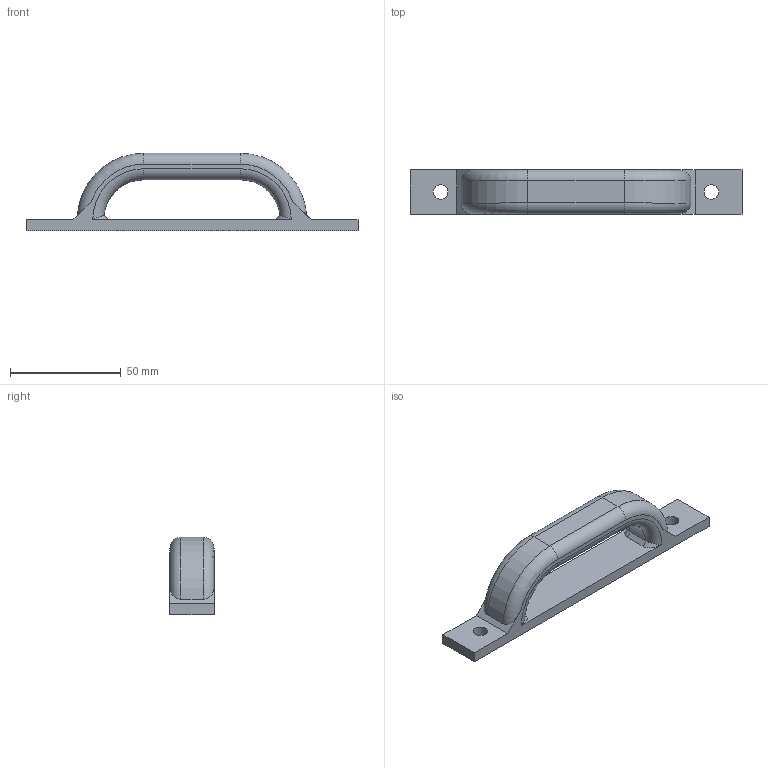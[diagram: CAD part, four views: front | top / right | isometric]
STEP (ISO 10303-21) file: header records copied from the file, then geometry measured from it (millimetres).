
FILE_DESCRIPTION(('FreeCAD Model'),'2;1');
FILE_NAME('Open CASCADE Shape Model','2025-01-26T19:52:55',(''),(''), 'Open CASCADE STEP processor 7.7','FreeCAD','Unknown');
FILE_SCHEMA(('AUTOMOTIVE_DESIGN { 1 0 10303 214 1 1 1 1 }'));
Length unit declared in the file: millimetre
Products named in the file (1): Fillet
Bounding box: 150 x 20 x 35 mm (x, y, z)
Volume: 40897 mm3; surface area: 13875.6 mm2
Topology: 1 solids, 1 shells, 36 faces, 98 edges, 64 vertices
Faces by surface type: plane 14, cylinder 14, torus 8
Full cylindrical faces by diameter (mm): 6.6 x2
Entity records: 1388 total; most frequent: CARTESIAN_POINT 427, DIRECTION 196, ORIENTED_EDGE 196, EDGE_CURVE 98, AXIS2_PLACEMENT_3D 69, VERTEX_POINT 64, LINE 58, VECTOR 58
